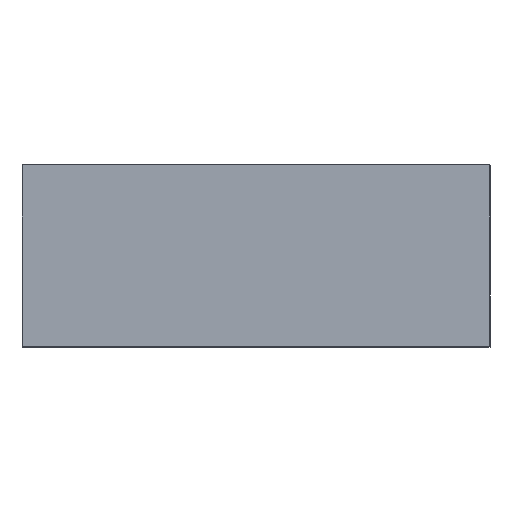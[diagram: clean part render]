
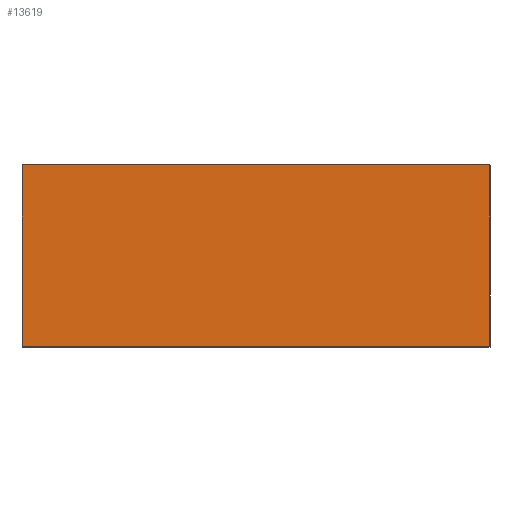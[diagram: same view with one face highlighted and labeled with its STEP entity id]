
A CAD part, top view. The second image highlights one B-rep face of the part: STEP entity #13619.
In plain terms, the highlighted planar face has unit normal (0, 0, 1).
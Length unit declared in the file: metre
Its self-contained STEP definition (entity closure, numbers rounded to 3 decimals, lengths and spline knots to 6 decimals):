
#1172=LINE('',#21660,#2255);
#1176=LINE('',#21668,#2259);
#1179=LINE('',#21674,#2262);
#1180=LINE('',#21675,#2263);
#2255=VECTOR('',#15920,1.);
#2259=VECTOR('',#15928,1.);
#2262=VECTOR('',#15933,1.);
#2263=VECTOR('',#15934,1.);
#2849=PLANE('',#14146);
#4725=ORIENTED_EDGE('',*,*,#6732,.T.);
#4726=ORIENTED_EDGE('',*,*,#6725,.F.);
#4727=ORIENTED_EDGE('',*,*,#6733,.F.);
#4728=ORIENTED_EDGE('',*,*,#6729,.T.);
#6725=EDGE_CURVE('',#7717,#7714,#1172,.T.);
#6729=EDGE_CURVE('',#7720,#7719,#1176,.T.);
#6732=EDGE_CURVE('',#7719,#7714,#1179,.T.);
#6733=EDGE_CURVE('',#7720,#7717,#1180,.T.);
#7714=VERTEX_POINT('',#21654);
#7717=VERTEX_POINT('',#21659);
#7719=VERTEX_POINT('',#21667);
#7720=VERTEX_POINT('',#21669);
#8438=EDGE_LOOP('',(#4725,#4726,#4727,#4728));
#9105=FACE_BOUND('',#8438,.T.);
#13619=ADVANCED_FACE('',(#9105),#2849,.F.);
#14146=AXIS2_PLACEMENT_3D('',#21673,#15931,#15932);
#15920=DIRECTION('',(0.,1.,0.));
#15928=DIRECTION('',(0.,1.,0.));
#15931=DIRECTION('',(0.,0.,-1.));
#15932=DIRECTION('',(-1.,0.,0.));
#15933=DIRECTION('',(-1.,0.,0.));
#15934=DIRECTION('',(-1.,0.,0.));
#21654=CARTESIAN_POINT('',(-0.009,0.0035,-0.006077));
#21659=CARTESIAN_POINT('',(-0.009,-0.0035,-0.006077));
#21660=CARTESIAN_POINT('',(-0.009,-0.0035,-0.006077));
#21667=CARTESIAN_POINT('',(0.009,0.0035,-0.006077));
#21668=CARTESIAN_POINT('',(0.009,-0.0035,-0.006077));
#21669=CARTESIAN_POINT('',(0.009,-0.0035,-0.006077));
#21673=CARTESIAN_POINT('',(0.009,-0.0035,-0.006077));
#21674=CARTESIAN_POINT('',(0.009,0.0035,-0.006077));
#21675=CARTESIAN_POINT('',(0.009,-0.0035,-0.006077));
